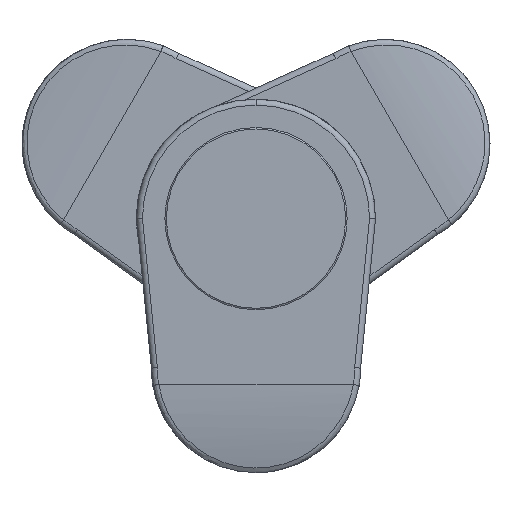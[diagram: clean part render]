
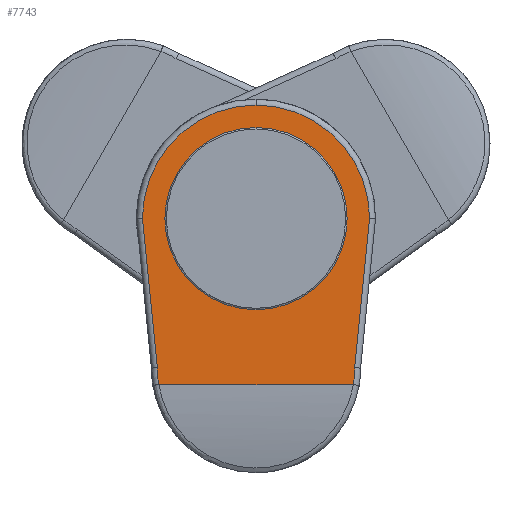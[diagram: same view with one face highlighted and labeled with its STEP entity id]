
A CAD part, front view. The second image highlights one B-rep face of the part: STEP entity #7743.
In plain terms, the highlighted planar face has unit normal (0, -1, 0).
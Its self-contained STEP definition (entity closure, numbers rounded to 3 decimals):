
#102 = EDGE_CURVE ( 'NONE', #7845, #1007, #921, .T. ) ;
#260 = DIRECTION ( 'NONE',  ( 0., -1., 0. ) ) ;
#295 = CARTESIAN_POINT ( 'NONE',  ( -41.91, 26.67, -63.375 ) ) ;
#416 = VERTEX_POINT ( 'NONE', #3510 ) ;
#439 = LINE ( 'NONE', #932, #1642 ) ;
#535 = DIRECTION ( 'NONE',  ( 0., 0., 1. ) ) ;
#590 = ORIENTED_EDGE ( 'NONE', *, *, #1223, .T. ) ;
#716 = CIRCLE ( 'NONE', #7184, 41.91 ) ;
#807 = EDGE_CURVE ( 'NONE', #4719, #416, #7348, .T. ) ;
#921 = CIRCLE ( 'NONE', #3716, 41.91 ) ;
#932 = CARTESIAN_POINT ( 'NONE',  ( 41.483, 26.67, -67.648 ) ) ;
#1007 = VERTEX_POINT ( 'NONE', #3659 ) ;
#1085 = EDGE_CURVE ( 'NONE', #2137, #7138, #4098, .T. ) ;
#1146 = CARTESIAN_POINT ( 'NONE',  ( 41.91, 26.67, -63.375 ) ) ;
#1223 = EDGE_CURVE ( 'NONE', #3887, #8694, #716, .T. ) ;
#1611 = CARTESIAN_POINT ( 'NONE',  ( -63.86, 26.67, -70.5 ) ) ;
#1642 = VECTOR ( 'NONE', #2266, 1000. ) ;
#1645 = ORIENTED_EDGE ( 'NONE', *, *, #102, .T. ) ;
#1654 = CARTESIAN_POINT ( 'NONE',  ( 41.326, 26.67, -70.5 ) ) ;
#1734 = CARTESIAN_POINT ( 'NONE',  ( 0., 26.67, 48.26 ) ) ;
#1832 = EDGE_LOOP ( 'NONE', ( #4091, #1645, #7475, #590, #6504, #7358, #2446 ) ) ;
#1902 = DIRECTION ( 'NONE',  ( 0., -1., 0. ) ) ;
#1990 = FACE_BOUND ( 'NONE', #7941, .T. ) ;
#2137 = VERTEX_POINT ( 'NONE', #1734 ) ;
#2148 = PLANE ( 'NONE',  #3186 ) ;
#2240 = DIRECTION ( 'NONE',  ( 0., 0., 1. ) ) ;
#2266 = DIRECTION ( 'NONE',  ( 0.1, 0., 0.995 ) ) ;
#2414 = DIRECTION ( 'NONE',  ( 0., 0., 1. ) ) ;
#2446 = ORIENTED_EDGE ( 'NONE', *, *, #1085, .T. ) ;
#2530 = CARTESIAN_POINT ( 'NONE',  ( 0., 26.67, -63.5 ) ) ;
#2667 = AXIS2_PLACEMENT_3D ( 'NONE', #3378, #5498, #4084 ) ;
#2823 = DIRECTION ( 'NONE',  ( 0., 0., 1. ) ) ;
#3164 = VECTOR ( 'NONE', #6445, 1000. ) ;
#3186 = AXIS2_PLACEMENT_3D ( 'NONE', #5805, #7889, #2240 ) ;
#3209 = DIRECTION ( 'NONE',  ( 0., -1., 0. ) ) ;
#3378 = CARTESIAN_POINT ( 'NONE',  ( 0., 26.67, 0. ) ) ;
#3510 = CARTESIAN_POINT ( 'NONE',  ( 0., 26.67, 38.74 ) ) ;
#3579 = CIRCLE ( 'NONE', #2667, 38.74 ) ;
#3659 = CARTESIAN_POINT ( 'NONE',  ( -41.326, 26.67, -70.5 ) ) ;
#3716 = AXIS2_PLACEMENT_3D ( 'NONE', #2530, #1902, #535 ) ;
#3869 = DIRECTION ( 'NONE',  ( 0., 0., 1. ) ) ;
#3887 = VERTEX_POINT ( 'NONE', #1654 ) ;
#3950 = AXIS2_PLACEMENT_3D ( 'NONE', #5620, #8523, #2823 ) ;
#4023 = AXIS2_PLACEMENT_3D ( 'NONE', #4488, #260, #2414 ) ;
#4084 = DIRECTION ( 'NONE',  ( 0., 0., 1. ) ) ;
#4091 = ORIENTED_EDGE ( 'NONE', *, *, #6524, .T. ) ;
#4098 = CIRCLE ( 'NONE', #4023, 48.26 ) ;
#4209 = EDGE_CURVE ( 'NONE', #8694, #8120, #439, .T. ) ;
#4488 = CARTESIAN_POINT ( 'NONE',  ( 0., 26.67, 0. ) ) ;
#4719 = VERTEX_POINT ( 'NONE', #8977 ) ;
#4754 = CARTESIAN_POINT ( 'NONE',  ( 0., 26.67, 0. ) ) ;
#5245 = EDGE_CURVE ( 'NONE', #416, #4719, #3579, .T. ) ;
#5496 = LINE ( 'NONE', #8542, #5596 ) ;
#5498 = DIRECTION ( 'NONE',  ( 0., 1., 0. ) ) ;
#5596 = VECTOR ( 'NONE', #5898, 1000. ) ;
#5620 = CARTESIAN_POINT ( 'NONE',  ( 0., 26.67, 0. ) ) ;
#5805 = CARTESIAN_POINT ( 'NONE',  ( 0., 26.67, -63.5 ) ) ;
#5898 = DIRECTION ( 'NONE',  ( 0.1, 0., -0.995 ) ) ;
#5911 = FACE_OUTER_BOUND ( 'NONE', #1832, .T. ) ;
#6084 = ORIENTED_EDGE ( 'NONE', *, *, #5245, .T. ) ;
#6113 = DIRECTION ( 'NONE',  ( 0., 1., 0. ) ) ;
#6445 = DIRECTION ( 'NONE',  ( 1., 0., 0. ) ) ;
#6504 = ORIENTED_EDGE ( 'NONE', *, *, #4209, .T. ) ;
#6524 = EDGE_CURVE ( 'NONE', #7138, #7845, #5496, .T. ) ;
#6556 = LINE ( 'NONE', #1611, #3164 ) ;
#6586 = ORIENTED_EDGE ( 'NONE', *, *, #807, .T. ) ;
#6840 = AXIS2_PLACEMENT_3D ( 'NONE', #4754, #6113, #6875 ) ;
#6875 = DIRECTION ( 'NONE',  ( 0., 0., 1. ) ) ;
#7138 = VERTEX_POINT ( 'NONE', #8553 ) ;
#7184 = AXIS2_PLACEMENT_3D ( 'NONE', #8070, #3209, #3869 ) ;
#7348 = CIRCLE ( 'NONE', #6840, 38.74 ) ;
#7358 = ORIENTED_EDGE ( 'NONE', *, *, #8807, .T. ) ;
#7475 = ORIENTED_EDGE ( 'NONE', *, *, #8330, .T. ) ;
#7743 = ADVANCED_FACE ( 'NONE', ( #1990, #5911 ), #2148, .F. ) ;
#7845 = VERTEX_POINT ( 'NONE', #295 ) ;
#7889 = DIRECTION ( 'NONE',  ( 0., 1., 0. ) ) ;
#7941 = EDGE_LOOP ( 'NONE', ( #6084, #6586 ) ) ;
#8070 = CARTESIAN_POINT ( 'NONE',  ( 0., 26.67, -63.5 ) ) ;
#8120 = VERTEX_POINT ( 'NONE', #8324 ) ;
#8324 = CARTESIAN_POINT ( 'NONE',  ( 48.26, 26.67, 0.125 ) ) ;
#8330 = EDGE_CURVE ( 'NONE', #1007, #3887, #6556, .T. ) ;
#8523 = DIRECTION ( 'NONE',  ( 0., -1., 0. ) ) ;
#8542 = CARTESIAN_POINT ( 'NONE',  ( -41.483, 26.67, -67.648 ) ) ;
#8553 = CARTESIAN_POINT ( 'NONE',  ( -48.26, 26.67, 0.125 ) ) ;
#8656 = CIRCLE ( 'NONE', #3950, 48.26 ) ;
#8694 = VERTEX_POINT ( 'NONE', #1146 ) ;
#8807 = EDGE_CURVE ( 'NONE', #8120, #2137, #8656, .T. ) ;
#8977 = CARTESIAN_POINT ( 'NONE',  ( 0., 26.67, -38.74 ) ) ;
